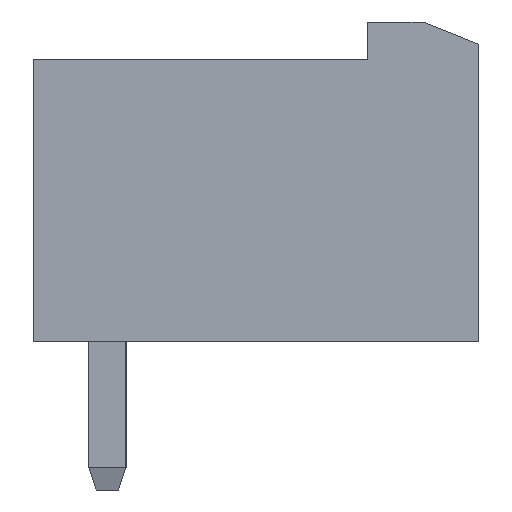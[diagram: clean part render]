
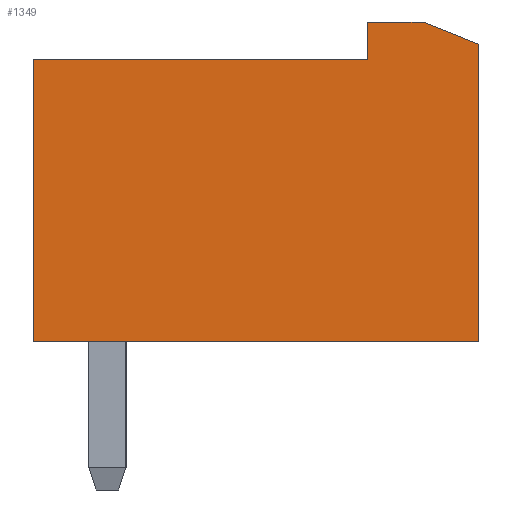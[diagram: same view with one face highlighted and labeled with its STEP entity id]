
A CAD part, left-side view. The second image highlights one B-rep face of the part: STEP entity #1349.
In plain terms, the highlighted planar face has unit normal (-1, 0, 0).
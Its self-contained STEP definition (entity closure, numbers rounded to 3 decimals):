
#22 = VERTEX_POINT('',#23);
#23 = CARTESIAN_POINT('',(-7.62,2.,7.6));
#32 = PLANE('',#33);
#33 = AXIS2_PLACEMENT_3D('',#34,#35,#36);
#34 = CARTESIAN_POINT('',(-7.62,2.,7.6));
#35 = DIRECTION('',(0.,1.,0.));
#36 = DIRECTION('',(0.,0.,-1.));
#44 = PLANE('',#45);
#45 = AXIS2_PLACEMENT_3D('',#46,#47,#48);
#46 = CARTESIAN_POINT('',(-7.62,-7.,7.6));
#47 = DIRECTION('',(0.,0.,1.));
#48 = DIRECTION('',(0.,1.,0.));
#85 = VERTEX_POINT('',#86);
#86 = CARTESIAN_POINT('',(-7.62,2.,0.));
#100 = PLANE('',#101);
#101 = AXIS2_PLACEMENT_3D('',#102,#103,#104);
#102 = CARTESIAN_POINT('',(-7.62,2.,0.));
#103 = DIRECTION('',(0.,0.,-1.));
#104 = DIRECTION('',(0.,-1.,0.));
#112 = EDGE_CURVE('',#22,#85,#113,.T.);
#113 = SURFACE_CURVE('',#114,(#118,#125),.PCURVE_S1.);
#114 = LINE('',#115,#116);
#115 = CARTESIAN_POINT('',(-7.62,2.,7.6));
#116 = VECTOR('',#117,1.);
#117 = DIRECTION('',(0.,0.,-1.));
#118 = PCURVE('',#32,#119);
#119 = DEFINITIONAL_REPRESENTATION('',(#120),#124);
#120 = LINE('',#121,#122);
#121 = CARTESIAN_POINT('',(0.,0.));
#122 = VECTOR('',#123,1.);
#123 = DIRECTION('',(1.,0.));
#124 = ( GEOMETRIC_REPRESENTATION_CONTEXT(2)
PARAMETRIC_REPRESENTATION_CONTEXT() REPRESENTATION_CONTEXT('2D SPACE',''
) );
#125 = PCURVE('',#126,#131);
#126 = PLANE('',#127);
#127 = AXIS2_PLACEMENT_3D('',#128,#129,#130);
#128 = CARTESIAN_POINT('',(-7.62,2.,7.6));
#129 = DIRECTION('',(1.,0.,0.));
#130 = DIRECTION('',(0.,-1.,0.));
#131 = DEFINITIONAL_REPRESENTATION('',(#132),#136);
#132 = LINE('',#133,#134);
#133 = CARTESIAN_POINT('',(0.,0.));
#134 = VECTOR('',#135,1.);
#135 = DIRECTION('',(0.,1.));
#136 = ( GEOMETRIC_REPRESENTATION_CONTEXT(2)
PARAMETRIC_REPRESENTATION_CONTEXT() REPRESENTATION_CONTEXT('2D SPACE',''
) );
#142 = VERTEX_POINT('',#143);
#143 = CARTESIAN_POINT('',(-7.62,-7.,7.6));
#159 = PLANE('',#160);
#160 = AXIS2_PLACEMENT_3D('',#161,#162,#163);
#161 = CARTESIAN_POINT('',(-7.62,-7.,8.6));
#162 = DIRECTION('',(0.,1.,0.));
#163 = DIRECTION('',(0.,0.,-1.));
#193 = EDGE_CURVE('',#142,#22,#194,.T.);
#194 = SURFACE_CURVE('',#195,(#199,#206),.PCURVE_S1.);
#195 = LINE('',#196,#197);
#196 = CARTESIAN_POINT('',(-7.62,-7.,7.6));
#197 = VECTOR('',#198,1.);
#198 = DIRECTION('',(0.,1.,0.));
#199 = PCURVE('',#44,#200);
#200 = DEFINITIONAL_REPRESENTATION('',(#201),#205);
#201 = LINE('',#202,#203);
#202 = CARTESIAN_POINT('',(0.,0.));
#203 = VECTOR('',#204,1.);
#204 = DIRECTION('',(1.,0.));
#205 = ( GEOMETRIC_REPRESENTATION_CONTEXT(2)
PARAMETRIC_REPRESENTATION_CONTEXT() REPRESENTATION_CONTEXT('2D SPACE',''
) );
#206 = PCURVE('',#126,#207);
#207 = DEFINITIONAL_REPRESENTATION('',(#208),#212);
#208 = LINE('',#209,#210);
#209 = CARTESIAN_POINT('',(9.,0.));
#210 = VECTOR('',#211,1.);
#211 = DIRECTION('',(-1.,0.));
#212 = ( GEOMETRIC_REPRESENTATION_CONTEXT(2)
PARAMETRIC_REPRESENTATION_CONTEXT() REPRESENTATION_CONTEXT('2D SPACE',''
) );
#242 = VERTEX_POINT('',#243);
#243 = CARTESIAN_POINT('',(-7.62,-10.,0.));
#257 = PLANE('',#258);
#258 = AXIS2_PLACEMENT_3D('',#259,#260,#261);
#259 = CARTESIAN_POINT('',(-7.62,-10.,0.));
#260 = DIRECTION('',(0.,-1.,0.));
#261 = DIRECTION('',(0.,0.,1.));
#269 = EDGE_CURVE('',#85,#242,#270,.T.);
#270 = SURFACE_CURVE('',#271,(#275,#282),.PCURVE_S1.);
#271 = LINE('',#272,#273);
#272 = CARTESIAN_POINT('',(-7.62,2.,0.));
#273 = VECTOR('',#274,1.);
#274 = DIRECTION('',(0.,-1.,0.));
#275 = PCURVE('',#100,#276);
#276 = DEFINITIONAL_REPRESENTATION('',(#277),#281);
#277 = LINE('',#278,#279);
#278 = CARTESIAN_POINT('',(0.,0.));
#279 = VECTOR('',#280,1.);
#280 = DIRECTION('',(1.,0.));
#281 = ( GEOMETRIC_REPRESENTATION_CONTEXT(2)
PARAMETRIC_REPRESENTATION_CONTEXT() REPRESENTATION_CONTEXT('2D SPACE',''
) );
#282 = PCURVE('',#126,#283);
#283 = DEFINITIONAL_REPRESENTATION('',(#284),#288);
#284 = LINE('',#285,#286);
#285 = CARTESIAN_POINT('',(0.,7.6));
#286 = VECTOR('',#287,1.);
#287 = DIRECTION('',(1.,0.));
#288 = ( GEOMETRIC_REPRESENTATION_CONTEXT(2)
PARAMETRIC_REPRESENTATION_CONTEXT() REPRESENTATION_CONTEXT('2D SPACE',''
) );
#1349 = ADVANCED_FACE('',(#1350),#126,.F.);
#1350 = FACE_BOUND('',#1351,.T.);
#1351 = EDGE_LOOP('',(#1352,#1353,#1354,#1377,#1405,#1433,#1454));
#1352 = ORIENTED_EDGE('',*,*,#112,.T.);
#1353 = ORIENTED_EDGE('',*,*,#269,.T.);
#1354 = ORIENTED_EDGE('',*,*,#1355,.T.);
#1355 = EDGE_CURVE('',#242,#1356,#1358,.T.);
#1356 = VERTEX_POINT('',#1357);
#1357 = CARTESIAN_POINT('',(-7.62,-10.,8.));
#1358 = SURFACE_CURVE('',#1359,(#1363,#1370),.PCURVE_S1.);
#1359 = LINE('',#1360,#1361);
#1360 = CARTESIAN_POINT('',(-7.62,-10.,0.));
#1361 = VECTOR('',#1362,1.);
#1362 = DIRECTION('',(0.,0.,1.));
#1363 = PCURVE('',#126,#1364);
#1364 = DEFINITIONAL_REPRESENTATION('',(#1365),#1369);
#1365 = LINE('',#1366,#1367);
#1366 = CARTESIAN_POINT('',(12.,7.6));
#1367 = VECTOR('',#1368,1.);
#1368 = DIRECTION('',(0.,-1.));
#1369 = ( GEOMETRIC_REPRESENTATION_CONTEXT(2)
PARAMETRIC_REPRESENTATION_CONTEXT() REPRESENTATION_CONTEXT('2D SPACE',''
) );
#1370 = PCURVE('',#257,#1371);
#1371 = DEFINITIONAL_REPRESENTATION('',(#1372),#1376);
#1372 = LINE('',#1373,#1374);
#1373 = CARTESIAN_POINT('',(0.,0.));
#1374 = VECTOR('',#1375,1.);
#1375 = DIRECTION('',(1.,0.));
#1376 = ( GEOMETRIC_REPRESENTATION_CONTEXT(2)
PARAMETRIC_REPRESENTATION_CONTEXT() REPRESENTATION_CONTEXT('2D SPACE',''
) );
#1377 = ORIENTED_EDGE('',*,*,#1378,.T.);
#1378 = EDGE_CURVE('',#1356,#1379,#1381,.T.);
#1379 = VERTEX_POINT('',#1380);
#1380 = CARTESIAN_POINT('',(-7.62,-8.5,8.6));
#1381 = SURFACE_CURVE('',#1382,(#1386,#1393),.PCURVE_S1.);
#1382 = LINE('',#1383,#1384);
#1383 = CARTESIAN_POINT('',(-7.62,-10.,8.));
#1384 = VECTOR('',#1385,1.);
#1385 = DIRECTION('',(0.,0.928,0.371));
#1386 = PCURVE('',#126,#1387);
#1387 = DEFINITIONAL_REPRESENTATION('',(#1388),#1392);
#1388 = LINE('',#1389,#1390);
#1389 = CARTESIAN_POINT('',(12.,-0.4));
#1390 = VECTOR('',#1391,1.);
#1391 = DIRECTION('',(-0.928,-0.371));
#1392 = ( GEOMETRIC_REPRESENTATION_CONTEXT(2)
PARAMETRIC_REPRESENTATION_CONTEXT() REPRESENTATION_CONTEXT('2D SPACE',''
) );
#1393 = PCURVE('',#1394,#1399);
#1394 = PLANE('',#1395);
#1395 = AXIS2_PLACEMENT_3D('',#1396,#1397,#1398);
#1396 = CARTESIAN_POINT('',(-7.62,-10.,8.));
#1397 = DIRECTION('',(0.,-0.371,0.928));
#1398 = DIRECTION('',(0.,0.928,0.371));
#1399 = DEFINITIONAL_REPRESENTATION('',(#1400),#1404);
#1400 = LINE('',#1401,#1402);
#1401 = CARTESIAN_POINT('',(0.,0.));
#1402 = VECTOR('',#1403,1.);
#1403 = DIRECTION('',(1.,0.));
#1404 = ( GEOMETRIC_REPRESENTATION_CONTEXT(2)
PARAMETRIC_REPRESENTATION_CONTEXT() REPRESENTATION_CONTEXT('2D SPACE',''
) );
#1405 = ORIENTED_EDGE('',*,*,#1406,.T.);
#1406 = EDGE_CURVE('',#1379,#1407,#1409,.T.);
#1407 = VERTEX_POINT('',#1408);
#1408 = CARTESIAN_POINT('',(-7.62,-7.,8.6));
#1409 = SURFACE_CURVE('',#1410,(#1414,#1421),.PCURVE_S1.);
#1410 = LINE('',#1411,#1412);
#1411 = CARTESIAN_POINT('',(-7.62,-8.5,8.6));
#1412 = VECTOR('',#1413,1.);
#1413 = DIRECTION('',(0.,1.,0.));
#1414 = PCURVE('',#126,#1415);
#1415 = DEFINITIONAL_REPRESENTATION('',(#1416),#1420);
#1416 = LINE('',#1417,#1418);
#1417 = CARTESIAN_POINT('',(10.5,-1.));
#1418 = VECTOR('',#1419,1.);
#1419 = DIRECTION('',(-1.,0.));
#1420 = ( GEOMETRIC_REPRESENTATION_CONTEXT(2)
PARAMETRIC_REPRESENTATION_CONTEXT() REPRESENTATION_CONTEXT('2D SPACE',''
) );
#1421 = PCURVE('',#1422,#1427);
#1422 = PLANE('',#1423);
#1423 = AXIS2_PLACEMENT_3D('',#1424,#1425,#1426);
#1424 = CARTESIAN_POINT('',(-7.62,-8.5,8.6));
#1425 = DIRECTION('',(0.,0.,1.));
#1426 = DIRECTION('',(0.,1.,0.));
#1427 = DEFINITIONAL_REPRESENTATION('',(#1428),#1432);
#1428 = LINE('',#1429,#1430);
#1429 = CARTESIAN_POINT('',(0.,0.));
#1430 = VECTOR('',#1431,1.);
#1431 = DIRECTION('',(1.,0.));
#1432 = ( GEOMETRIC_REPRESENTATION_CONTEXT(2)
PARAMETRIC_REPRESENTATION_CONTEXT() REPRESENTATION_CONTEXT('2D SPACE',''
) );
#1433 = ORIENTED_EDGE('',*,*,#1434,.T.);
#1434 = EDGE_CURVE('',#1407,#142,#1435,.T.);
#1435 = SURFACE_CURVE('',#1436,(#1440,#1447),.PCURVE_S1.);
#1436 = LINE('',#1437,#1438);
#1437 = CARTESIAN_POINT('',(-7.62,-7.,8.6));
#1438 = VECTOR('',#1439,1.);
#1439 = DIRECTION('',(0.,0.,-1.));
#1440 = PCURVE('',#126,#1441);
#1441 = DEFINITIONAL_REPRESENTATION('',(#1442),#1446);
#1442 = LINE('',#1443,#1444);
#1443 = CARTESIAN_POINT('',(9.,-1.));
#1444 = VECTOR('',#1445,1.);
#1445 = DIRECTION('',(0.,1.));
#1446 = ( GEOMETRIC_REPRESENTATION_CONTEXT(2)
PARAMETRIC_REPRESENTATION_CONTEXT() REPRESENTATION_CONTEXT('2D SPACE',''
) );
#1447 = PCURVE('',#159,#1448);
#1448 = DEFINITIONAL_REPRESENTATION('',(#1449),#1453);
#1449 = LINE('',#1450,#1451);
#1450 = CARTESIAN_POINT('',(0.,0.));
#1451 = VECTOR('',#1452,1.);
#1452 = DIRECTION('',(1.,0.));
#1453 = ( GEOMETRIC_REPRESENTATION_CONTEXT(2)
PARAMETRIC_REPRESENTATION_CONTEXT() REPRESENTATION_CONTEXT('2D SPACE',''
) );
#1454 = ORIENTED_EDGE('',*,*,#193,.T.);
